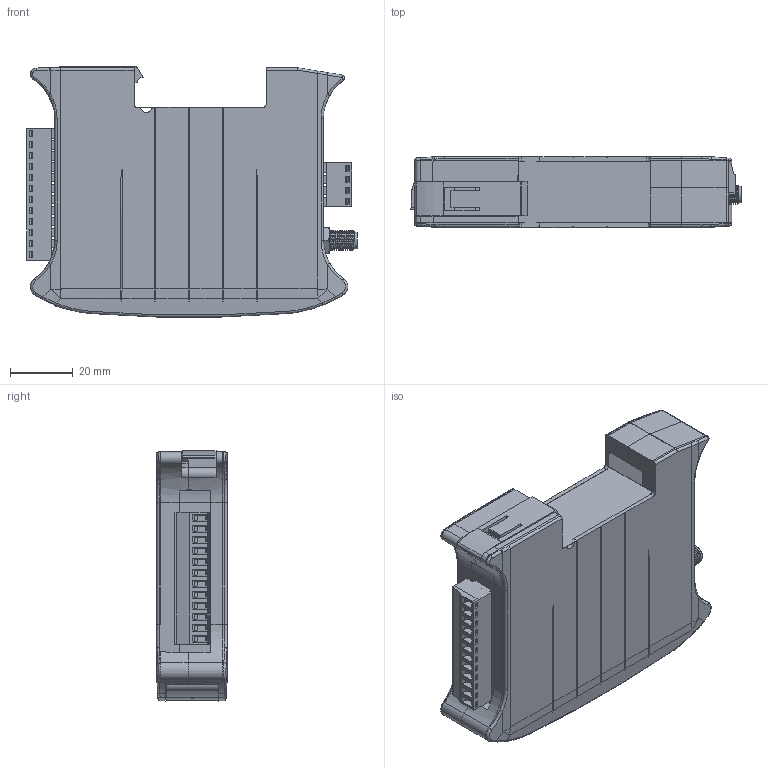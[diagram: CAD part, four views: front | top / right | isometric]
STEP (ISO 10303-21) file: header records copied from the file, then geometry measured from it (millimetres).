
FILE_DESCRIPTION(/* description */ (''),/* implementation_level */ '2;1');
FILE_NAME(/* name */ '3d_Zi-xxxDNAR_APONE.step',/* time_stamp */ '2021-08-02T11:41:47+02:00',/* author */ (''),/* organization */ (''),/* preprocessor_version */ 'ST-DEVELOPER v18.1',/* originating_system */ 'Autodesk Translation Framework v10.9.0.1377',/* authorisation */ '');
FILE_SCHEMA (('AUTOMOTIVE_DESIGN { 1 0 10303 214 3 1 1 }'));
Products named in the file (28): ZiOne_AR; BASE_RAILBOX_COMPACT20_BUS; AGGANCIO_RAILBOX; COPERCHIO_22_5_MM_BUS; PORTELLINO_22_5; zlacze_12pin; 6913611000xx_CAGE; 6913611000xx_VIS; 6913611000xx_PIN; 691361100012_M; 691361100012; zlacze_4pin; zlacze_4pin_1; 6913611000xx_CAGE_1; 6913611000xx_VIS_1; 6913611000xx_PIN_1; 691364100004_M; 691364100004; zlacze_antena; 60326421102120; 60326421110420_ConnectorBody; 60326421110420_Insulator; 6032642111xx20_Washer; 60326421102120_Insulator2; 60326421110420_CenterPin; 60326421102120_Ferrule; 6032642111xx20_Nut; 6xx26421102120_Insulator
Assembly tree (69 placements, depth 4):
  ZiOne_AR
    BASE_RAILBOX_COMPACT20_BUS
    AGGANCIO_RAILBOX
    COPERCHIO_22_5_MM_BUS
    PORTELLINO_22_5
    zlacze_12pin
      6913611000xx_CAGE  x12
      6913611000xx_VIS  x12
      6913611000xx_PIN  x12
      691361100012_M
      691361100012
    zlacze_4pin
    zlacze_4pin_1
      6913611000xx_CAGE_1  x4
      6913611000xx_VIS_1  x4
      6913611000xx_PIN_1  x4
      691364100004_M
      691364100004
    zlacze_antena
      60326421102120
        60326421110420_ConnectorBody
        60326421110420_Insulator
        6032642111xx20_Washer
        60326421102120_Insulator2
        60326421110420_CenterPin
        60326421102120_Ferrule
        6032642111xx20_Nut
      6xx26421102120_Insulator
Bounding box: 105.35 x 22.5 x 79.6 mm (x, y, z)
Volume: 42664.3 mm3; surface area: 62115.4 mm2
Topology: 74 solids, 74 shells, 4212 faces, 11348 edges, 7438 vertices
Faces by surface type: plane 3115, cylinder 810, torus 114, cone 85, bspline 73, sphere 15
Full cylindrical faces by diameter (mm): 0.24 x2, 0.35 x2, 0.4 x1, 0.6 x1, 0.7 x1, 0.75 x2, 1.05 x1, 1.1 x1, 1.13 x1, 1.25 x1, 1.27 x2, 1.3 x3, 1.5 x16, 1.598 x12, 1.7 x2, 1.9 x48, 2.1 x16, 2.13 x1, 2.2 x3, 2.25 x1, 2.3 x3, 2.7 x12, 2.8 x20, 3 x6, 4 x1, 4.1 x2, 4.65 x1, 5 x1, 5.34 x1, 5.42 x13
Entity records: 109369 total; most frequent: CARTESIAN_POINT 27468, ORIENTED_EDGE 16998, DIRECTION 15602, EDGE_CURVE 8499, LINE 6854, VECTOR 6854, VERTEX_POINT 5582, AXIS2_PLACEMENT_3D 4374
